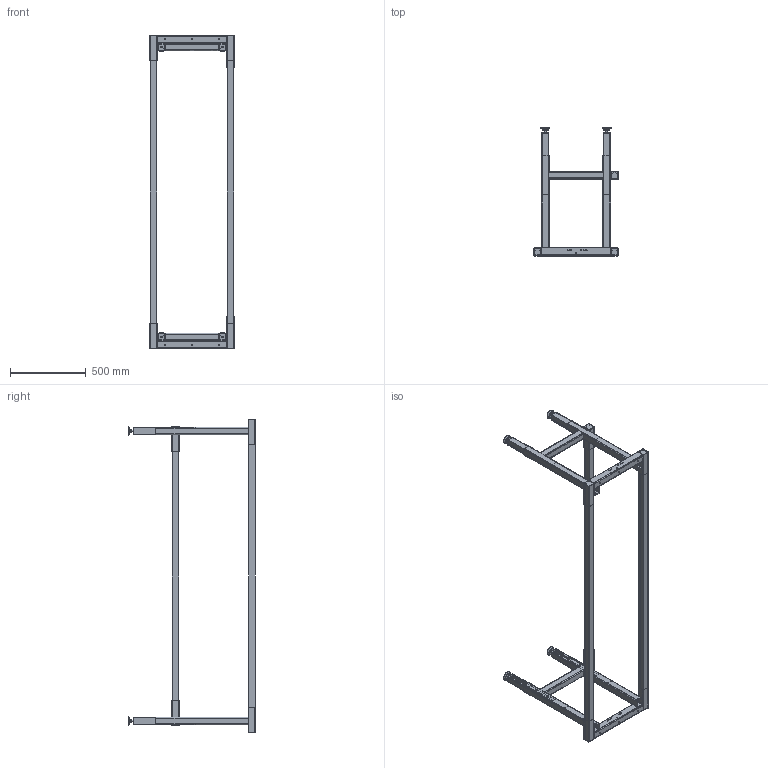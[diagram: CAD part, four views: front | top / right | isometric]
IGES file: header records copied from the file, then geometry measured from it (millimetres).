
Start section: SolidWorks IGES file using analytic representation for surfaces
Global section: file name: LF4T2284.IGS; native system: SolidWorks 2022; preprocessor: SolidWorks 2022; author: Owner; date: 230215.124549; units: inch
Bounding box: 558.89 x 842.73 x 2070.1 mm (x, y, z)
Surface area: 4435459.6 mm2 (no closed solid volume)
Topology: 0 solids, 0 shells, 772 faces, 10556 edges, 10556 vertices
Faces by surface type: revolution 396, bspline 376
